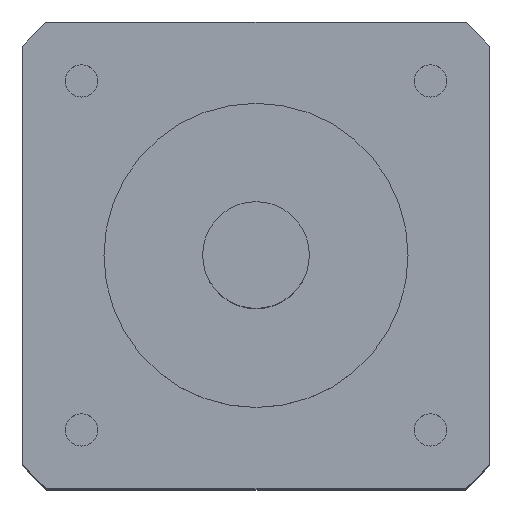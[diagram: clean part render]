
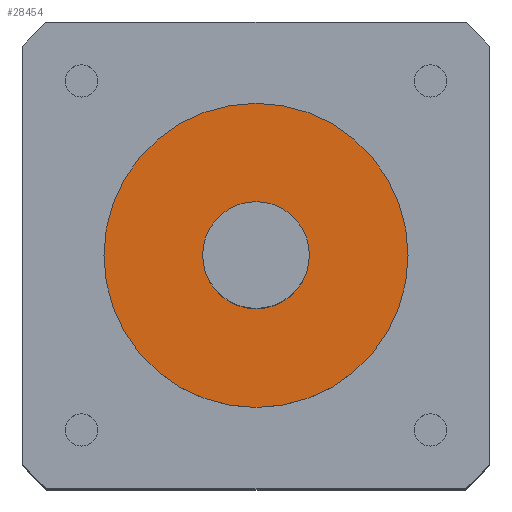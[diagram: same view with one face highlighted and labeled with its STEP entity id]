
A CAD part, top view. The second image highlights one B-rep face of the part: STEP entity #28454.
In plain terms, the highlighted planar face has unit normal (0, 0, 1).
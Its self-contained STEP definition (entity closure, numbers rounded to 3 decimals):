
#2470 = DIRECTION ( 'NONE',  ( 0., 0., 1. ) ) ;
#4380 = EDGE_LOOP ( 'NONE', ( #37259, #18531 ) ) ;
#7111 = ORIENTED_EDGE ( 'NONE', *, *, #36826, .T. ) ;
#8956 = CARTESIAN_POINT ( 'NONE',  ( 0., 0., 245. ) ) ;
#10217 = DIRECTION ( 'NONE',  ( 1., 0., 0. ) ) ;
#11891 = AXIS2_PLACEMENT_3D ( 'NONE', #28161, #20203, #43884 ) ;
#12831 = DIRECTION ( 'NONE',  ( 0., 0., 1. ) ) ;
#15178 = CIRCLE ( 'NONE', #11891, 20. ) ;
#16665 = EDGE_CURVE ( 'NONE', #42658, #22600, #44683, .T. ) ;
#17966 = CARTESIAN_POINT ( 'NONE',  ( 0., 0., 245. ) ) ;
#18531 = ORIENTED_EDGE ( 'NONE', *, *, #35029, .F. ) ;
#18995 = EDGE_LOOP ( 'NONE', ( #7111, #32371 ) ) ;
#19340 = AXIS2_PLACEMENT_3D ( 'NONE', #23280, #19413, #31478 ) ;
#19413 = DIRECTION ( 'NONE',  ( 0., 0., 1. ) ) ;
#20203 = DIRECTION ( 'NONE',  ( 0., 0., 1. ) ) ;
#21490 = VERTEX_POINT ( 'NONE', #35624 ) ;
#21829 = CARTESIAN_POINT ( 'NONE',  ( -57., 0., 245. ) ) ;
#22530 = EDGE_CURVE ( 'NONE', #21490, #47836, #24609, .T. ) ;
#22600 = VERTEX_POINT ( 'NONE', #21829 ) ;
#22870 = PLANE ( 'NONE',  #50724 ) ;
#23280 = CARTESIAN_POINT ( 'NONE',  ( 0., 0., 245. ) ) ;
#24609 = CIRCLE ( 'NONE', #45993, 20. ) ;
#25430 = CARTESIAN_POINT ( 'NONE',  ( 0., 0., 245. ) ) ;
#28161 = CARTESIAN_POINT ( 'NONE',  ( 0., 0., 245. ) ) ;
#28210 = AXIS2_PLACEMENT_3D ( 'NONE', #8956, #12831, #44256 ) ;
#28454 = ADVANCED_FACE ( 'NONE', ( #30559, #42409 ), #22870, .T. ) ;
#30559 = FACE_BOUND ( 'NONE', #4380, .T. ) ;
#30611 = CARTESIAN_POINT ( 'NONE',  ( 57., 0., 245. ) ) ;
#31478 = DIRECTION ( 'NONE',  ( 1., 0., 0. ) ) ;
#32371 = ORIENTED_EDGE ( 'NONE', *, *, #16665, .T. ) ;
#33642 = CARTESIAN_POINT ( 'NONE',  ( 20., 0., 245. ) ) ;
#33655 = DIRECTION ( 'NONE',  ( 1., 0., 0. ) ) ;
#35029 = EDGE_CURVE ( 'NONE', #47836, #21490, #15178, .T. ) ;
#35624 = CARTESIAN_POINT ( 'NONE',  ( -20., 0., 245. ) ) ;
#36826 = EDGE_CURVE ( 'NONE', #22600, #42658, #50598, .T. ) ;
#37259 = ORIENTED_EDGE ( 'NONE', *, *, #22530, .F. ) ;
#38546 = DIRECTION ( 'NONE',  ( 0., 0., 1. ) ) ;
#42409 = FACE_OUTER_BOUND ( 'NONE', #18995, .T. ) ;
#42658 = VERTEX_POINT ( 'NONE', #30611 ) ;
#43884 = DIRECTION ( 'NONE',  ( 1., 0., 0. ) ) ;
#44256 = DIRECTION ( 'NONE',  ( 1., 0., 0. ) ) ;
#44683 = CIRCLE ( 'NONE', #28210, 57. ) ;
#45993 = AXIS2_PLACEMENT_3D ( 'NONE', #25430, #2470, #10217 ) ;
#47836 = VERTEX_POINT ( 'NONE', #33642 ) ;
#50598 = CIRCLE ( 'NONE', #19340, 57. ) ;
#50724 = AXIS2_PLACEMENT_3D ( 'NONE', #17966, #38546, #33655 ) ;
